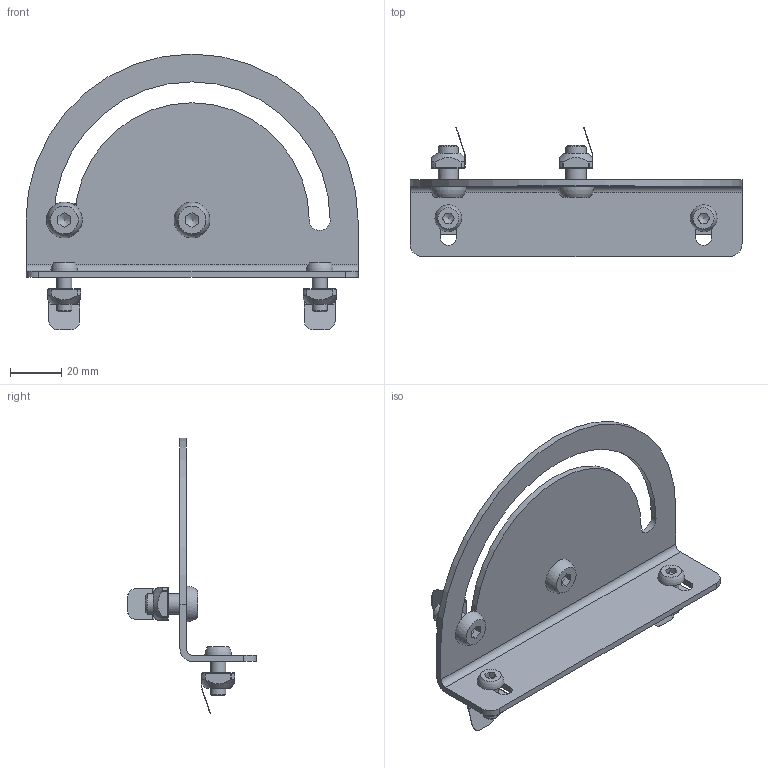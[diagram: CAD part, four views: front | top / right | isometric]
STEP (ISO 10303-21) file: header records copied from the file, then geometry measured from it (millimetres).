
FILE_DESCRIPTION(('STEP AP203'),'1');
FILE_NAME('FIXE08N1083.stp','2023-10-23T13:27:33',(' '),(' '),'Spatial InterOp 3D',' ',' ');
FILE_SCHEMA(('CONFIG_CONTROL_DESIGN'));
Length unit declared in the file: millimetre
Products named in the file (12): Kit de fixation - EcrouForceVsLigne; Vis BHC - M8x16; Ecrou carré languette 8 45 M8; Kit équerre orientable 8 130; Vis BHC - M6x16; Ecrou carré languette 8 45 M6; Equerre orientable 8 130
Assembly tree (13 placements, depth 4):
  Kit équerre orientable 8 130
    Kit de fixation - EcrouForceVsLigne  x2
      Vis BHC - M8x16
      Ecrou carré languette 8 45 M8
        Ecrou carré languette 8 45 M8
        Ecrou carré languette 8 45 M8
    Kit de fixation - EcrouForceVsLigne  x2
      Vis BHC - M6x16
      Ecrou carré languette 8 45 M6
        Ecrou carré languette 8 45 M6
        Ecrou carré languette 8 45 M6
    Equerre orientable 8 130
Bounding box: 130 x 50.55 x 108.05 mm (x, y, z)
Volume: 35237.4 mm3; surface area: 31677.1 mm2
Topology: 13 solids, 13 shells, 281 faces, 674 edges, 391 vertices
Faces by surface type: cylinder 106, plane 103, sphere 36, torus 24, cone 12
Full cylindrical faces by diameter (mm): 5 x2, 6 x4, 6.8 x2, 8 x4, 8.1 x1
Entity records: 6094 total; most frequent: CARTESIAN_POINT 1041, DIRECTION 770, ORIENTED_EDGE 660, EDGE_CURVE 330, AXIS2_PLACEMENT_3D 307, VERTEX_POINT 214, EDGE_LOOP 186, PROPERTY_DEFINITION_REPRESENTATION 166
